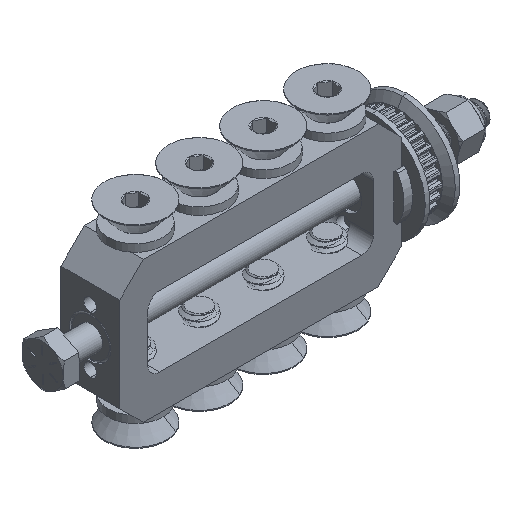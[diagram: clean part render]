
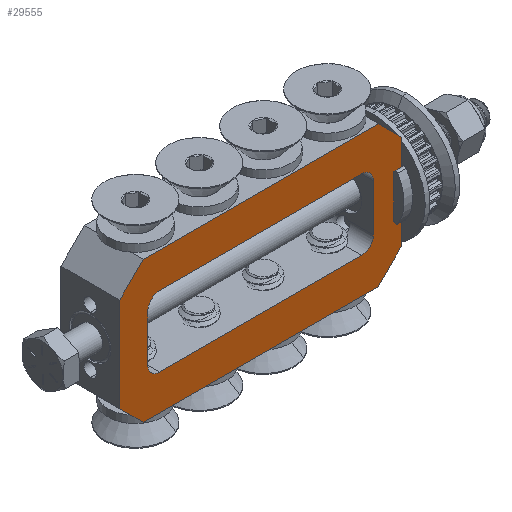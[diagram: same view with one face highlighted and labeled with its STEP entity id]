
A CAD part, isometric view. The second image highlights one B-rep face of the part: STEP entity #29555.
In plain terms, the highlighted planar face has unit normal (0, -1, 0).
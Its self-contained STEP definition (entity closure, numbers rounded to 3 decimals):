
#61 = EDGE_LOOP ( 'NONE', ( #16577, #23294, #19747, #10355, #17681, #2405, #28939, #2587 ) ) ;
#121 = CARTESIAN_POINT ( 'NONE',  ( 76.2, 0., -31.75 ) ) ;
#477 = ORIENTED_EDGE ( 'NONE', *, *, #4808, .F. ) ;
#574 = CARTESIAN_POINT ( 'NONE',  ( 69.85, 0., 0. ) ) ;
#651 = DIRECTION ( 'NONE',  ( 0., 0., 1. ) ) ;
#854 = CARTESIAN_POINT ( 'NONE',  ( 0., 0., -6.35 ) ) ;
#1109 = EDGE_CURVE ( 'NONE', #21339, #24046, #26425, .T. ) ;
#1210 = CARTESIAN_POINT ( 'NONE',  ( 69.85, 0., -38.1 ) ) ;
#1317 = AXIS2_PLACEMENT_3D ( 'NONE', #23531, #30610, #11489 ) ;
#1367 = VERTEX_POINT ( 'NONE', #16331 ) ;
#1486 = FACE_BOUND ( 'NONE', #61, .T. ) ;
#1516 = DIRECTION ( 'NONE',  ( 0., 0., 1. ) ) ;
#1753 = ORIENTED_EDGE ( 'NONE', *, *, #2002, .F. ) ;
#1901 = DIRECTION ( 'NONE',  ( 0.707, 0., 0.707 ) ) ;
#2002 = EDGE_CURVE ( 'NONE', #24046, #1367, #10332, .T. ) ;
#2127 = VECTOR ( 'NONE', #19985, 1000. ) ;
#2284 = CARTESIAN_POINT ( 'NONE',  ( 65.405, 0., -28.575 ) ) ;
#2405 = ORIENTED_EDGE ( 'NONE', *, *, #19388, .T. ) ;
#2576 = LINE ( 'NONE', #6288, #25727 ) ;
#2587 = ORIENTED_EDGE ( 'NONE', *, *, #26672, .T. ) ;
#2745 = CARTESIAN_POINT ( 'NONE',  ( 65.405, 0., -12.7 ) ) ;
#3150 = EDGE_CURVE ( 'NONE', #28259, #26213, #8388, .T. ) ;
#3931 = PLANE ( 'NONE',  #1317 ) ;
#4257 = VECTOR ( 'NONE', #1901, 1000. ) ;
#4523 = VECTOR ( 'NONE', #7279, 1000. ) ;
#4732 = VERTEX_POINT ( 'NONE', #25844 ) ;
#4808 = EDGE_CURVE ( 'NONE', #5547, #4853, #4844, .T. ) ;
#4844 = LINE ( 'NONE', #28612, #19270 ) ;
#4853 = VERTEX_POINT ( 'NONE', #28713 ) ;
#5528 = AXIS2_PLACEMENT_3D ( 'NONE', #2745, #12031, #28951 ) ;
#5547 = VERTEX_POINT ( 'NONE', #14465 ) ;
#5704 = ORIENTED_EDGE ( 'NONE', *, *, #27547, .F. ) ;
#5741 = VECTOR ( 'NONE', #7515, 1000. ) ;
#6022 = CARTESIAN_POINT ( 'NONE',  ( 10.795, 0., -28.575 ) ) ;
#6073 = DIRECTION ( 'NONE',  ( 0., 0., 1. ) ) ;
#6288 = CARTESIAN_POINT ( 'NONE',  ( 7.62, 0., -12.7 ) ) ;
#6458 = CARTESIAN_POINT ( 'NONE',  ( 68.58, 0., -25.4 ) ) ;
#6788 = VERTEX_POINT ( 'NONE', #19847 ) ;
#6854 = CARTESIAN_POINT ( 'NONE',  ( 69.85, 0., -38.1 ) ) ;
#7279 = DIRECTION ( 'NONE',  ( 1., 0., 0. ) ) ;
#7483 = VERTEX_POINT ( 'NONE', #19326 ) ;
#7515 = DIRECTION ( 'NONE',  ( -0.707, 0., -0.707 ) ) ;
#7639 = CARTESIAN_POINT ( 'NONE',  ( 0., 0., -31.75 ) ) ;
#8021 = LINE ( 'NONE', #121, #5741 ) ;
#8388 = CIRCLE ( 'NONE', #11471, 3.175 ) ;
#8418 = DIRECTION ( 'NONE',  ( 0., 0., 1. ) ) ;
#9834 = FACE_OUTER_BOUND ( 'NONE', #30580, .T. ) ;
#10332 = LINE ( 'NONE', #16752, #4257 ) ;
#10355 = ORIENTED_EDGE ( 'NONE', *, *, #26197, .T. ) ;
#11057 = LINE ( 'NONE', #26182, #23155 ) ;
#11471 = AXIS2_PLACEMENT_3D ( 'NONE', #29758, #20128, #25074 ) ;
#11489 = DIRECTION ( 'NONE',  ( 0., 0., 1. ) ) ;
#11693 = DIRECTION ( 'NONE',  ( 1., 0., 0. ) ) ;
#12031 = DIRECTION ( 'NONE',  ( 0., 1., 0. ) ) ;
#12731 = ORIENTED_EDGE ( 'NONE', *, *, #1109, .F. ) ;
#12783 = CARTESIAN_POINT ( 'NONE',  ( 6.35, 0., -38.1 ) ) ;
#13205 = CARTESIAN_POINT ( 'NONE',  ( 10.795, 0., -12.7 ) ) ;
#13531 = CARTESIAN_POINT ( 'NONE',  ( 76.2, 0., -6.35 ) ) ;
#13606 = EDGE_CURVE ( 'NONE', #1367, #17241, #11057, .T. ) ;
#14186 = DIRECTION ( 'NONE',  ( -1., 0., 0. ) ) ;
#14465 = CARTESIAN_POINT ( 'NONE',  ( 76.2, 0., -6.35 ) ) ;
#14527 = CARTESIAN_POINT ( 'NONE',  ( 65.405, 0., -9.525 ) ) ;
#14573 = CIRCLE ( 'NONE', #5528, 3.175 ) ;
#14707 = LINE ( 'NONE', #12783, #2127 ) ;
#15232 = DIRECTION ( 'NONE',  ( 0., 0., -1. ) ) ;
#15703 = CARTESIAN_POINT ( 'NONE',  ( 0., 0., -31.75 ) ) ;
#15756 = DIRECTION ( 'NONE',  ( 0.707, 0., -0.707 ) ) ;
#15763 = LINE ( 'NONE', #22089, #29007 ) ;
#16331 = CARTESIAN_POINT ( 'NONE',  ( 6.35, 0., 0. ) ) ;
#16373 = CARTESIAN_POINT ( 'NONE',  ( 7.62, 0., -25.4 ) ) ;
#16577 = ORIENTED_EDGE ( 'NONE', *, *, #18635, .T. ) ;
#16626 = DIRECTION ( 'NONE',  ( 0., 0., -1. ) ) ;
#16752 = CARTESIAN_POINT ( 'NONE',  ( 0., 0., -6.35 ) ) ;
#17241 = VERTEX_POINT ( 'NONE', #574 ) ;
#17681 = ORIENTED_EDGE ( 'NONE', *, *, #23927, .T. ) ;
#18540 = EDGE_CURVE ( 'NONE', #22332, #21339, #14707, .T. ) ;
#18635 = EDGE_CURVE ( 'NONE', #30758, #24947, #23758, .T. ) ;
#18999 = CARTESIAN_POINT ( 'NONE',  ( 6.35, 0., -38.1 ) ) ;
#19028 = CARTESIAN_POINT ( 'NONE',  ( 10.795, 0., -28.575 ) ) ;
#19270 = VECTOR ( 'NONE', #16626, 1000. ) ;
#19310 = VERTEX_POINT ( 'NONE', #22404 ) ;
#19326 = CARTESIAN_POINT ( 'NONE',  ( 10.795, 0., -9.525 ) ) ;
#19388 = EDGE_CURVE ( 'NONE', #6788, #28259, #15763, .T. ) ;
#19396 = EDGE_CURVE ( 'NONE', #19310, #7483, #30147, .T. ) ;
#19673 = LINE ( 'NONE', #13531, #27258 ) ;
#19747 = ORIENTED_EDGE ( 'NONE', *, *, #19396, .T. ) ;
#19847 = CARTESIAN_POINT ( 'NONE',  ( 68.58, 0., -12.7 ) ) ;
#19985 = DIRECTION ( 'NONE',  ( -0.707, 0., 0.707 ) ) ;
#19993 = VECTOR ( 'NONE', #651, 1000. ) ;
#20128 = DIRECTION ( 'NONE',  ( 0., 1., 0. ) ) ;
#20831 = VECTOR ( 'NONE', #14186, 1000. ) ;
#21103 = EDGE_CURVE ( 'NONE', #4853, #27555, #8021, .T. ) ;
#21339 = VERTEX_POINT ( 'NONE', #15703 ) ;
#21990 = LINE ( 'NONE', #19028, #20831 ) ;
#22089 = CARTESIAN_POINT ( 'NONE',  ( 68.58, 0., -25.4 ) ) ;
#22239 = AXIS2_PLACEMENT_3D ( 'NONE', #25029, #30020, #6073 ) ;
#22332 = VERTEX_POINT ( 'NONE', #18999 ) ;
#22404 = CARTESIAN_POINT ( 'NONE',  ( 7.62, 0., -12.7 ) ) ;
#22904 = ORIENTED_EDGE ( 'NONE', *, *, #30908, .F. ) ;
#22910 = DIRECTION ( 'NONE',  ( 0., 1., 0. ) ) ;
#23155 = VECTOR ( 'NONE', #11693, 1000. ) ;
#23294 = ORIENTED_EDGE ( 'NONE', *, *, #27503, .T. ) ;
#23531 = CARTESIAN_POINT ( 'NONE',  ( 38.1, 0., -69.85 ) ) ;
#23758 = CIRCLE ( 'NONE', #22239, 3.175 ) ;
#23927 = EDGE_CURVE ( 'NONE', #4732, #6788, #14573, .T. ) ;
#24046 = VERTEX_POINT ( 'NONE', #854 ) ;
#24947 = VERTEX_POINT ( 'NONE', #16373 ) ;
#25029 = CARTESIAN_POINT ( 'NONE',  ( 10.795, 0., -25.4 ) ) ;
#25074 = DIRECTION ( 'NONE',  ( 0., 0., 1. ) ) ;
#25484 = AXIS2_PLACEMENT_3D ( 'NONE', #13205, #22910, #8418 ) ;
#25727 = VECTOR ( 'NONE', #1516, 1000. ) ;
#25844 = CARTESIAN_POINT ( 'NONE',  ( 65.405, 0., -9.525 ) ) ;
#26182 = CARTESIAN_POINT ( 'NONE',  ( 6.35, 0., 0. ) ) ;
#26197 = EDGE_CURVE ( 'NONE', #7483, #4732, #30304, .T. ) ;
#26213 = VERTEX_POINT ( 'NONE', #2284 ) ;
#26425 = LINE ( 'NONE', #7639, #19993 ) ;
#26626 = ORIENTED_EDGE ( 'NONE', *, *, #13606, .F. ) ;
#26672 = EDGE_CURVE ( 'NONE', #26213, #30758, #21990, .T. ) ;
#27258 = VECTOR ( 'NONE', #15756, 1000. ) ;
#27503 = EDGE_CURVE ( 'NONE', #24947, #19310, #2576, .T. ) ;
#27547 = EDGE_CURVE ( 'NONE', #17241, #5547, #19673, .T. ) ;
#27555 = VERTEX_POINT ( 'NONE', #1210 ) ;
#27983 = VECTOR ( 'NONE', #30981, 1000. ) ;
#28259 = VERTEX_POINT ( 'NONE', #6458 ) ;
#28612 = CARTESIAN_POINT ( 'NONE',  ( 76.2, 0., -6.35 ) ) ;
#28713 = CARTESIAN_POINT ( 'NONE',  ( 76.2, 0., -31.75 ) ) ;
#28939 = ORIENTED_EDGE ( 'NONE', *, *, #3150, .T. ) ;
#28951 = DIRECTION ( 'NONE',  ( 0., 0., 1. ) ) ;
#29007 = VECTOR ( 'NONE', #15232, 1000. ) ;
#29555 = ADVANCED_FACE ( 'NONE', ( #9834, #1486 ), #3931, .F. ) ;
#29723 = ORIENTED_EDGE ( 'NONE', *, *, #18540, .F. ) ;
#29758 = CARTESIAN_POINT ( 'NONE',  ( 65.405, 0., -25.4 ) ) ;
#30020 = DIRECTION ( 'NONE',  ( 0., 1., 0. ) ) ;
#30147 = CIRCLE ( 'NONE', #25484, 3.175 ) ;
#30249 = LINE ( 'NONE', #6854, #27983 ) ;
#30304 = LINE ( 'NONE', #14527, #4523 ) ;
#30580 = EDGE_LOOP ( 'NONE', ( #31000, #477, #5704, #26626, #1753, #12731, #29723, #22904 ) ) ;
#30610 = DIRECTION ( 'NONE',  ( 0., 1., 0. ) ) ;
#30758 = VERTEX_POINT ( 'NONE', #6022 ) ;
#30908 = EDGE_CURVE ( 'NONE', #27555, #22332, #30249, .T. ) ;
#30981 = DIRECTION ( 'NONE',  ( -1., 0., 0. ) ) ;
#31000 = ORIENTED_EDGE ( 'NONE', *, *, #21103, .F. ) ;
